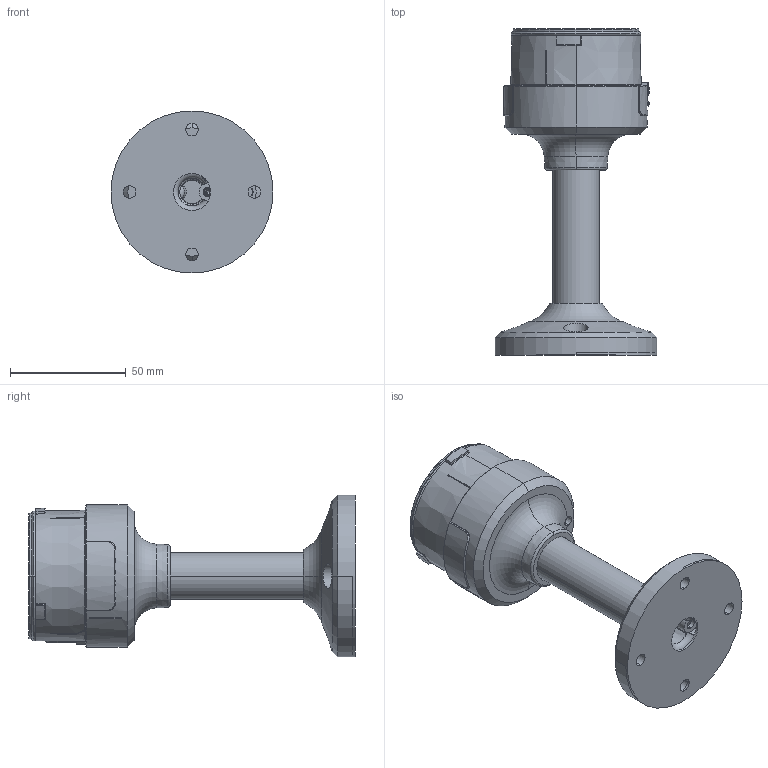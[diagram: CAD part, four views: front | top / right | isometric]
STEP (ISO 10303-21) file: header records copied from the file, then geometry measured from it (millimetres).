
FILE_DESCRIPTION((''),'2;1');
FILE_NAME('XVUZ02_SW0001','2023-05-10T14:46:00',('SESA530062'),('Schneider-Electric'),'CREO PARAMETRIC BY PTC INC, 2021284','CREO PARAMETRIC BY PTC INC, 2021284','');
FILE_SCHEMA(('AP242_MANAGED_MODEL_BASED_3D_ENGINEERING_MIM_LF { 1 0 10303 442 1 1 4 }'));
Length unit declared in the file: millimetre
Products named in the file (1): XVUZ02_SW0001
Bounding box: 70 x 141 x 70 mm (x, y, z)
Volume: 160801.5 mm3; surface area: 61514.7 mm2
Topology: 6 solids, 7 shells, 653 faces, 1898 edges, 1221 vertices
Faces by surface type: plane 247, bspline 115, cone 113, cylinder 95, torus 71, sphere 12
Entity records: 34803 total; most frequent: CARTESIAN_POINT 15121, ORIENTED_EDGE 3758, DIRECTION 2782, EDGE_CURVE 1879, VERTEX_POINT 1221, AXIS2_PLACEMENT_3D 1096, B_SPLINE_CURVE_WITH_KNOTS 731, EDGE_LOOP 690
